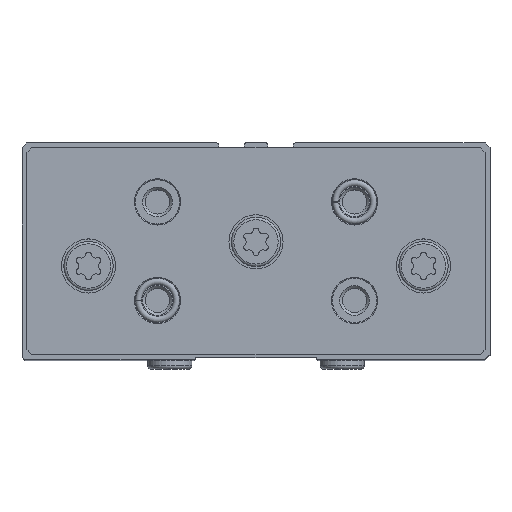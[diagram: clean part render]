
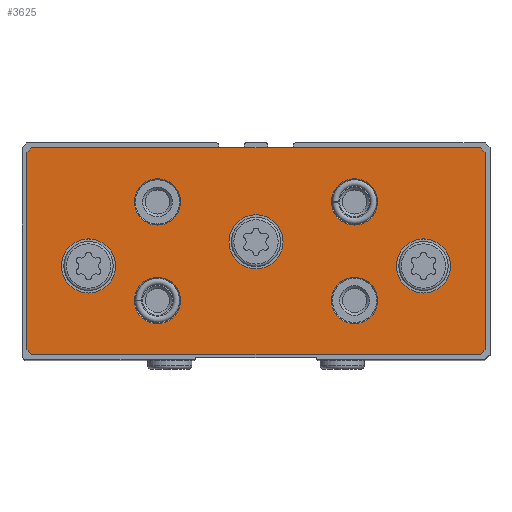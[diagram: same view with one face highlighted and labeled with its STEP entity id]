
A CAD part, top view. The second image highlights one B-rep face of the part: STEP entity #3625.
In plain terms, the highlighted face is planar.
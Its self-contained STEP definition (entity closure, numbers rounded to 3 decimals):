
#340=LINE('',#6044,#534);
#341=LINE('',#6047,#535);
#342=LINE('',#6049,#536);
#343=LINE('',#6051,#537);
#344=LINE('',#6053,#538);
#345=LINE('',#6055,#539);
#346=LINE('',#6057,#540);
#347=LINE('',#6059,#541);
#534=VECTOR('',#4867,1000.);
#535=VECTOR('',#4868,1000.);
#536=VECTOR('',#4869,1000.);
#537=VECTOR('',#4870,1000.);
#538=VECTOR('',#4871,1000.);
#539=VECTOR('',#4872,1000.);
#540=VECTOR('',#4873,1000.);
#541=VECTOR('',#4874,1000.);
#1020=ORIENTED_EDGE('',*,*,#1748,.F.);
#1021=ORIENTED_EDGE('',*,*,#1749,.F.);
#1022=ORIENTED_EDGE('',*,*,#1750,.F.);
#1023=ORIENTED_EDGE('',*,*,#1751,.F.);
#1024=ORIENTED_EDGE('',*,*,#1752,.F.);
#1025=ORIENTED_EDGE('',*,*,#1753,.F.);
#1026=ORIENTED_EDGE('',*,*,#1754,.F.);
#1027=ORIENTED_EDGE('',*,*,#1755,.T.);
#1028=ORIENTED_EDGE('',*,*,#1756,.T.);
#1029=ORIENTED_EDGE('',*,*,#1757,.T.);
#1030=ORIENTED_EDGE('',*,*,#1758,.T.);
#1031=ORIENTED_EDGE('',*,*,#1759,.T.);
#1032=ORIENTED_EDGE('',*,*,#1760,.T.);
#1033=ORIENTED_EDGE('',*,*,#1761,.T.);
#1034=ORIENTED_EDGE('',*,*,#1762,.T.);
#1748=EDGE_CURVE('',#2172,#2172,#2467,.T.);
#1749=EDGE_CURVE('',#2173,#2173,#2468,.T.);
#1750=EDGE_CURVE('',#2174,#2174,#2469,.T.);
#1751=EDGE_CURVE('',#2175,#2175,#2470,.T.);
#1752=EDGE_CURVE('',#2176,#2176,#2471,.T.);
#1753=EDGE_CURVE('',#2177,#2177,#2472,.T.);
#1754=EDGE_CURVE('',#2178,#2178,#2473,.T.);
#1755=EDGE_CURVE('',#2179,#2180,#340,.T.);
#1756=EDGE_CURVE('',#2180,#2181,#341,.T.);
#1757=EDGE_CURVE('',#2181,#2182,#342,.T.);
#1758=EDGE_CURVE('',#2182,#2183,#343,.T.);
#1759=EDGE_CURVE('',#2183,#2184,#344,.T.);
#1760=EDGE_CURVE('',#2184,#2185,#345,.T.);
#1761=EDGE_CURVE('',#2185,#2186,#346,.T.);
#1762=EDGE_CURVE('',#2186,#2179,#347,.T.);
#2172=VERTEX_POINT('',#6031);
#2173=VERTEX_POINT('',#6033);
#2174=VERTEX_POINT('',#6035);
#2175=VERTEX_POINT('',#6037);
#2176=VERTEX_POINT('',#6039);
#2177=VERTEX_POINT('',#6041);
#2178=VERTEX_POINT('',#6043);
#2179=VERTEX_POINT('',#6045);
#2180=VERTEX_POINT('',#6046);
#2181=VERTEX_POINT('',#6048);
#2182=VERTEX_POINT('',#6050);
#2183=VERTEX_POINT('',#6052);
#2184=VERTEX_POINT('',#6054);
#2185=VERTEX_POINT('',#6056);
#2186=VERTEX_POINT('',#6058);
#2467=CIRCLE('',#4033,5.5);
#2468=CIRCLE('',#4034,5.5);
#2469=CIRCLE('',#4035,5.5);
#2470=CIRCLE('',#4036,4.7);
#2471=CIRCLE('',#4037,4.7);
#2472=CIRCLE('',#4038,4.7);
#2473=CIRCLE('',#4039,4.7);
#2799=EDGE_LOOP('',(#1020));
#2800=EDGE_LOOP('',(#1021));
#2801=EDGE_LOOP('',(#1022));
#2802=EDGE_LOOP('',(#1023));
#2803=EDGE_LOOP('',(#1024));
#2804=EDGE_LOOP('',(#1025));
#2805=EDGE_LOOP('',(#1026));
#2806=EDGE_LOOP('',(#1027,#1028,#1029,#1030,#1031,#1032,#1033,#1034));
#3199=FACE_BOUND('',#2799,.T.);
#3200=FACE_BOUND('',#2800,.T.);
#3201=FACE_BOUND('',#2801,.T.);
#3202=FACE_BOUND('',#2802,.T.);
#3203=FACE_BOUND('',#2803,.T.);
#3204=FACE_BOUND('',#2804,.T.);
#3205=FACE_BOUND('',#2805,.T.);
#3206=FACE_BOUND('',#2806,.T.);
#3466=PLANE('',#4032);
#3625=ADVANCED_FACE('',(#3199,#3200,#3201,#3202,#3203,#3204,#3205,#3206),
#3466,.T.);
#4032=AXIS2_PLACEMENT_3D('',#6029,#4851,#4852);
#4033=AXIS2_PLACEMENT_3D('',#6030,#4853,#4854);
#4034=AXIS2_PLACEMENT_3D('',#6032,#4855,#4856);
#4035=AXIS2_PLACEMENT_3D('',#6034,#4857,#4858);
#4036=AXIS2_PLACEMENT_3D('',#6036,#4859,#4860);
#4037=AXIS2_PLACEMENT_3D('',#6038,#4861,#4862);
#4038=AXIS2_PLACEMENT_3D('',#6040,#4863,#4864);
#4039=AXIS2_PLACEMENT_3D('',#6042,#4865,#4866);
#4851=DIRECTION('',(1.,0.,0.));
#4852=DIRECTION('',(0.,0.,-1.));
#4853=DIRECTION('',(1.,0.,0.));
#4854=DIRECTION('',(0.,0.,-1.));
#4855=DIRECTION('',(1.,0.,0.));
#4856=DIRECTION('',(0.,0.,-1.));
#4857=DIRECTION('',(1.,0.,0.));
#4858=DIRECTION('',(0.,0.,-1.));
#4859=DIRECTION('',(1.,0.,0.));
#4860=DIRECTION('',(0.,0.,-1.));
#4861=DIRECTION('',(1.,0.,0.));
#4862=DIRECTION('',(0.,0.,-1.));
#4863=DIRECTION('',(1.,0.,0.));
#4864=DIRECTION('',(0.,0.,-1.));
#4865=DIRECTION('',(1.,0.,0.));
#4866=DIRECTION('',(0.,0.,-1.));
#4867=DIRECTION('',(0.,-1.,0.));
#4868=DIRECTION('',(0.,-0.707,-0.707));
#4869=DIRECTION('',(0.,0.,-1.));
#4870=DIRECTION('',(0.,0.707,-0.707));
#4871=DIRECTION('',(0.,1.,0.));
#4872=DIRECTION('',(0.,0.707,0.707));
#4873=DIRECTION('',(0.,0.,1.));
#4874=DIRECTION('',(0.,-0.707,0.707));
#6029=CARTESIAN_POINT('',(14.,0.,0.));
#6030=CARTESIAN_POINT('',(14.,0.,0.));
#6031=CARTESIAN_POINT('',(14.,0.,-5.5));
#6032=CARTESIAN_POINT('',(14.,-4.9,34.));
#6033=CARTESIAN_POINT('',(14.,-4.9,28.5));
#6034=CARTESIAN_POINT('',(14.,-4.9,-34.));
#6035=CARTESIAN_POINT('',(14.,-4.9,-39.5));
#6036=CARTESIAN_POINT('',(14.,-11.9,20.));
#6037=CARTESIAN_POINT('',(14.,-11.9,15.3));
#6038=CARTESIAN_POINT('',(14.,-11.9,-20.));
#6039=CARTESIAN_POINT('',(14.,-11.9,-24.7));
#6040=CARTESIAN_POINT('',(14.,8.1,20.));
#6041=CARTESIAN_POINT('',(14.,8.1,15.3));
#6042=CARTESIAN_POINT('',(14.,8.1,-20.));
#6043=CARTESIAN_POINT('',(14.,8.1,-24.7));
#6044=CARTESIAN_POINT('',(14.,18.1,46.5));
#6045=CARTESIAN_POINT('',(14.,18.1,46.5));
#6046=CARTESIAN_POINT('',(14.,-21.9,46.5));
#6047=CARTESIAN_POINT('',(14.,-21.9,46.5));
#6048=CARTESIAN_POINT('',(14.,-22.9,45.5));
#6049=CARTESIAN_POINT('',(14.,-22.9,45.5));
#6050=CARTESIAN_POINT('',(14.,-22.9,-45.5));
#6051=CARTESIAN_POINT('',(14.,-22.9,-45.5));
#6052=CARTESIAN_POINT('',(14.,-21.9,-46.5));
#6053=CARTESIAN_POINT('',(14.,-21.9,-46.5));
#6054=CARTESIAN_POINT('',(14.,18.1,-46.5));
#6055=CARTESIAN_POINT('',(14.,18.1,-46.5));
#6056=CARTESIAN_POINT('',(14.,19.1,-45.5));
#6057=CARTESIAN_POINT('',(14.,19.1,-45.5));
#6058=CARTESIAN_POINT('',(14.,19.1,45.5));
#6059=CARTESIAN_POINT('',(14.,19.1,45.5));
